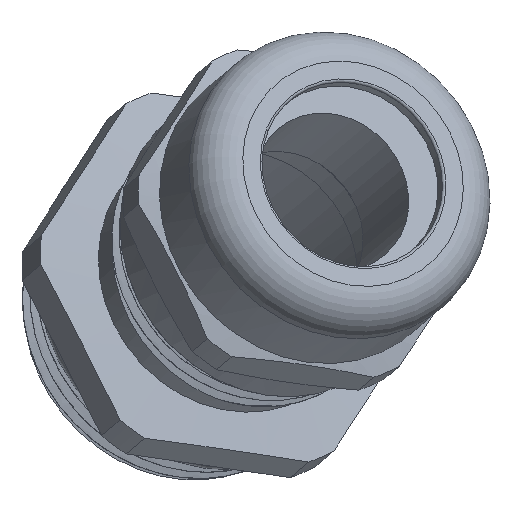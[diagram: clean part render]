
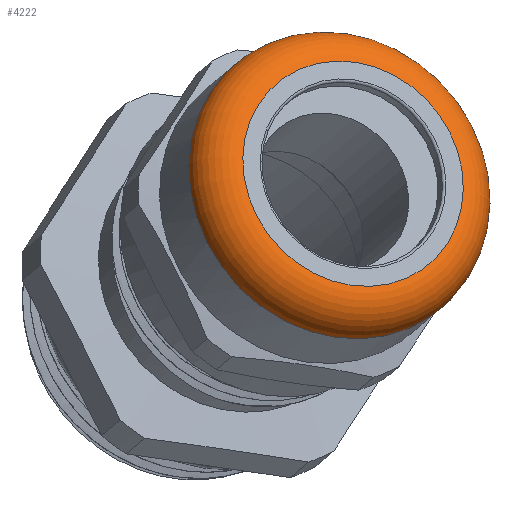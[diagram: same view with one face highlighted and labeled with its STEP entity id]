
A CAD part, left-side view. The second image highlights one B-rep face of the part: STEP entity #4222.
In plain terms, the highlighted toroidal (fillet/blend) face has major radius 8.72 mm and minor radius 3.08 mm.
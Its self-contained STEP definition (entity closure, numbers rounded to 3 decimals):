
#741=TOROIDAL_SURFACE('',#4557,8.72,3.08);
#780=FACE_BOUND('',#1173,.T.);
#915=FACE_OUTER_BOUND('',#1172,.T.);
#1172=EDGE_LOOP('',(#2935));
#1173=EDGE_LOOP('',(#2936));
#1436=CIRCLE('',#4525,8.72);
#1451=CIRCLE('',#4558,11.8);
#1775=VERTEX_POINT('',#7338);
#1802=VERTEX_POINT('',#7947);
#2206=EDGE_CURVE('',#1775,#1775,#1436,.T.);
#2247=EDGE_CURVE('',#1802,#1802,#1451,.T.);
#2935=ORIENTED_EDGE('',*,*,#2247,.F.);
#2936=ORIENTED_EDGE('',*,*,#2206,.T.);
#4222=ADVANCED_FACE('',(#915,#780),#741,.T.);
#4525=AXIS2_PLACEMENT_3D('',#7339,#5078,#5079);
#4557=AXIS2_PLACEMENT_3D('',#7946,#5154,#5155);
#4558=AXIS2_PLACEMENT_3D('',#7948,#5156,#5157);
#5078=DIRECTION('center_axis',(1.,0.,0.));
#5079=DIRECTION('ref_axis',(0.,0.,-1.));
#5154=DIRECTION('center_axis',(1.,0.,0.));
#5155=DIRECTION('ref_axis',(0.,0.,-1.));
#5156=DIRECTION('center_axis',(1.,0.,0.));
#5157=DIRECTION('ref_axis',(0.,0.,-1.));
#7338=CARTESIAN_POINT('',(-17.25,8.72,0.));
#7339=CARTESIAN_POINT('Origin',(-17.25,0.,0.));
#7946=CARTESIAN_POINT('Origin',(-14.17,0.,0.));
#7947=CARTESIAN_POINT('',(-14.17,11.8,0.));
#7948=CARTESIAN_POINT('Origin',(-14.17,0.,0.));
